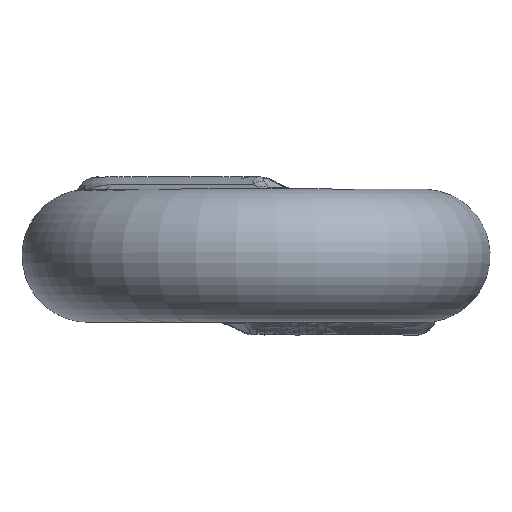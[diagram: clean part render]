
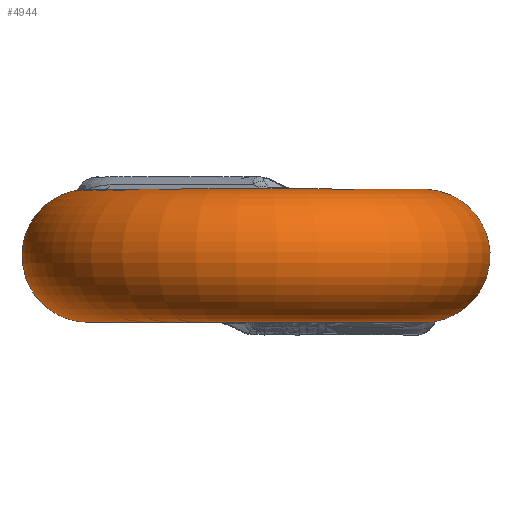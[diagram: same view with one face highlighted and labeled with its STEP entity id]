
A CAD part, top view. The second image highlights one B-rep face of the part: STEP entity #4944.
In plain terms, the highlighted toroidal (fillet/blend) face has major radius 2.65 mm and minor radius 1.05 mm.
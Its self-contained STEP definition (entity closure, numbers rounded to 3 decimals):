
#20=TOROIDAL_SURFACE('',#5123,2.65,1.05);
#29=CIRCLE('',#5112,2.65);
#35=CIRCLE('',#5124,2.65);
#1061=ORIENTED_EDGE('',*,*,#2017,.T.);
#1062=ORIENTED_EDGE('',*,*,#2018,.T.);
#1063=ORIENTED_EDGE('',*,*,#1816,.F.);
#1064=ORIENTED_EDGE('',*,*,#2019,.T.);
#1065=ORIENTED_EDGE('',*,*,#2020,.F.);
#1066=ORIENTED_EDGE('',*,*,#2021,.T.);
#1067=ORIENTED_EDGE('',*,*,#2022,.T.);
#1068=ORIENTED_EDGE('',*,*,#2023,.T.);
#1816=EDGE_CURVE('',#2346,#2356,#29,.F.);
#2017=EDGE_CURVE('',#2526,#2527,#2857,.T.);
#2018=EDGE_CURVE('',#2527,#2356,#2858,.T.);
#2019=EDGE_CURVE('',#2346,#2526,#2859,.T.);
#2020=EDGE_CURVE('',#2528,#2529,#35,.T.);
#2021=EDGE_CURVE('',#2528,#2530,#2860,.T.);
#2022=EDGE_CURVE('',#2530,#2531,#2861,.T.);
#2023=EDGE_CURVE('',#2531,#2529,#2862,.T.);
#2346=VERTEX_POINT('',#6469);
#2356=VERTEX_POINT('',#6660);
#2526=VERTEX_POINT('',#9218);
#2527=VERTEX_POINT('',#9219);
#2528=VERTEX_POINT('',#9230);
#2529=VERTEX_POINT('',#9231);
#2530=VERTEX_POINT('',#9237);
#2531=VERTEX_POINT('',#9248);
#2857=B_SPLINE_CURVE_WITH_KNOTS('',3,(#9208,#9209,#9210,#9211,#9212,#9213,
#9214,#9215,#9216,#9217),.UNSPECIFIED.,.F.,.F.,(4,1,1,1,1,1,1,4),(0.,0.001,
0.001,0.001,0.002,0.002,
0.002,0.002),.UNSPECIFIED.);
#2858=B_SPLINE_CURVE_WITH_KNOTS('',3,(#9220,#9221,#9222,#9223),
 .UNSPECIFIED.,.F.,.F.,(4,4),(0.,0.),.UNSPECIFIED.);
#2859=B_SPLINE_CURVE_WITH_KNOTS('',3,(#9224,#9225,#9226,#9227,#9228),
 .UNSPECIFIED.,.F.,.F.,(4,1,4),(0.,0.001,0.001),
 .UNSPECIFIED.);
#2860=B_SPLINE_CURVE_WITH_KNOTS('',3,(#9232,#9233,#9234,#9235,#9236),
 .UNSPECIFIED.,.F.,.F.,(4,1,4),(0.,0.001,
0.001),.UNSPECIFIED.);
#2861=B_SPLINE_CURVE_WITH_KNOTS('',3,(#9238,#9239,#9240,#9241,#9242,#9243,
#9244,#9245,#9246,#9247),.UNSPECIFIED.,.F.,.F.,(4,1,1,1,1,1,1,4),(0.,0.001,
0.001,0.001,0.002,0.002,
0.002,0.002),.UNSPECIFIED.);
#2862=B_SPLINE_CURVE_WITH_KNOTS('',3,(#9249,#9250,#9251,#9252),
 .UNSPECIFIED.,.F.,.F.,(4,4),(0.,0.),.UNSPECIFIED.);
#3034=EDGE_LOOP('',(#1061,#1062,#1063,#1064));
#3035=EDGE_LOOP('',(#1065,#1066,#1067,#1068));
#3254=FACE_BOUND('',#3034,.T.);
#3255=FACE_BOUND('',#3035,.T.);
#4944=ADVANCED_FACE('',(#3254,#3255),#20,.T.);
#5112=AXIS2_PLACEMENT_3D('',#6659,#5270,#5271);
#5123=AXIS2_PLACEMENT_3D('',#9207,#5368,#5369);
#5124=AXIS2_PLACEMENT_3D('',#9229,#5370,#5371);
#5270=DIRECTION('',(0.,1.,0.));
#5271=DIRECTION('',(0.,0.,1.));
#5368=DIRECTION('',(0.,1.,0.));
#5369=DIRECTION('',(0.,0.,1.));
#5370=DIRECTION('',(0.,1.,0.));
#5371=DIRECTION('',(0.,0.,1.));
#6469=CARTESIAN_POINT('',(2.409,-1.05,-1.104));
#6659=CARTESIAN_POINT('',(0.,-1.05,0.));
#6660=CARTESIAN_POINT('',(1.929,-1.05,-1.817));
#9207=CARTESIAN_POINT('',(0.,0.,0.));
#9208=CARTESIAN_POINT('',(2.855,-0.551,-2.099));
#9209=CARTESIAN_POINT('',(2.796,-0.457,-2.277));
#9210=CARTESIAN_POINT('',(2.648,-0.326,-2.527));
#9211=CARTESIAN_POINT('',(2.348,-0.28,-2.815));
#9212=CARTESIAN_POINT('',(2.081,-0.335,-3.004));
#9213=CARTESIAN_POINT('',(1.852,-0.608,-3.002));
#9214=CARTESIAN_POINT('',(1.875,-0.827,-2.735));
#9215=CARTESIAN_POINT('',(1.935,-0.943,-2.459));
#9216=CARTESIAN_POINT('',(1.981,-0.991,-2.26));
#9217=CARTESIAN_POINT('',(2.001,-1.008,-2.159));
#9218=CARTESIAN_POINT('',(2.855,-0.551,-2.099));
#9219=CARTESIAN_POINT('',(2.001,-1.008,-2.159));
#9220=CARTESIAN_POINT('',(2.001,-1.008,-2.159));
#9221=CARTESIAN_POINT('',(2.025,-1.029,-2.041));
#9222=CARTESIAN_POINT('',(2.01,-1.05,-1.909));
#9223=CARTESIAN_POINT('',(1.929,-1.05,-1.817));
#9224=CARTESIAN_POINT('',(2.409,-1.05,-1.104));
#9225=CARTESIAN_POINT('',(2.569,-1.05,-1.251));
#9226=CARTESIAN_POINT('',(2.892,-0.913,-1.539));
#9227=CARTESIAN_POINT('',(2.917,-0.648,-1.915));
#9228=CARTESIAN_POINT('',(2.855,-0.551,-2.099));
#9229=CARTESIAN_POINT('',(0.,1.05,0.));
#9230=CARTESIAN_POINT('',(-2.409,1.05,-1.104));
#9231=CARTESIAN_POINT('',(-1.929,1.05,-1.817));
#9232=CARTESIAN_POINT('',(-2.409,1.05,-1.104));
#9233=CARTESIAN_POINT('',(-2.569,1.05,-1.251));
#9234=CARTESIAN_POINT('',(-2.892,0.913,-1.539));
#9235=CARTESIAN_POINT('',(-2.917,0.648,-1.915));
#9236=CARTESIAN_POINT('',(-2.855,0.551,-2.099));
#9237=CARTESIAN_POINT('',(-2.855,0.551,-2.099));
#9238=CARTESIAN_POINT('',(-2.855,0.551,-2.099));
#9239=CARTESIAN_POINT('',(-2.796,0.457,-2.277));
#9240=CARTESIAN_POINT('',(-2.648,0.326,-2.527));
#9241=CARTESIAN_POINT('',(-2.348,0.28,-2.815));
#9242=CARTESIAN_POINT('',(-2.081,0.335,-3.004));
#9243=CARTESIAN_POINT('',(-1.852,0.608,-3.002));
#9244=CARTESIAN_POINT('',(-1.875,0.827,-2.735));
#9245=CARTESIAN_POINT('',(-1.935,0.943,-2.459));
#9246=CARTESIAN_POINT('',(-1.981,0.991,-2.26));
#9247=CARTESIAN_POINT('',(-2.001,1.008,-2.159));
#9248=CARTESIAN_POINT('',(-2.001,1.008,-2.159));
#9249=CARTESIAN_POINT('',(-2.001,1.008,-2.159));
#9250=CARTESIAN_POINT('',(-2.025,1.029,-2.041));
#9251=CARTESIAN_POINT('',(-2.01,1.05,-1.909));
#9252=CARTESIAN_POINT('',(-1.929,1.05,-1.817));
